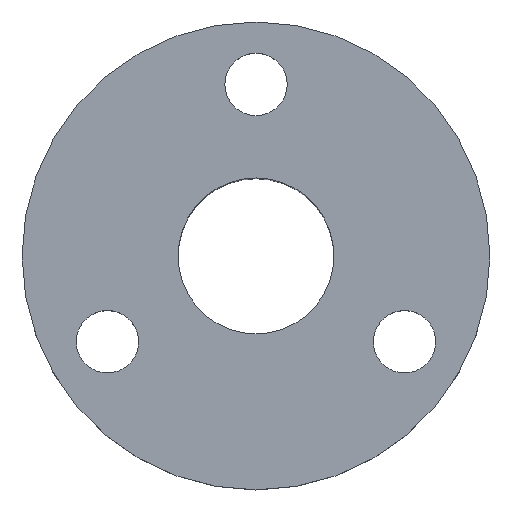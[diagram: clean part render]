
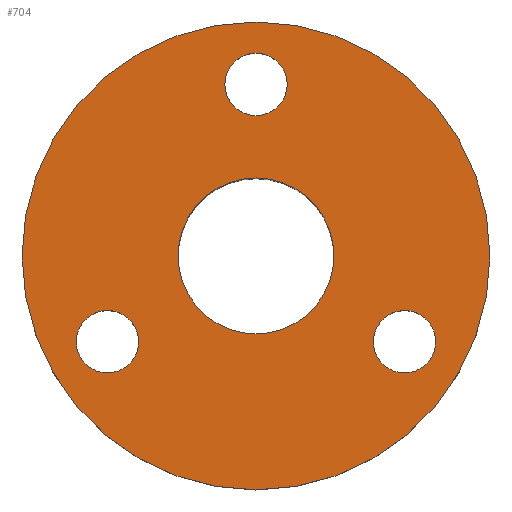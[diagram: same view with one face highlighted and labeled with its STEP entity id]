
A CAD part, top view. The second image highlights one B-rep face of the part: STEP entity #704.
In plain terms, the highlighted planar face has unit normal (0, 0, 1).
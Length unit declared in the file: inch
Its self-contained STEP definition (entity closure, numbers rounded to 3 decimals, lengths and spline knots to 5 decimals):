
#180=CARTESIAN_POINT('',(-0.25,0.01767,0.0));
#181=VERTEX_POINT('',#180);
#197=CARTESIAN_POINT('',(0.25,0.01767,0.0));
#198=VERTEX_POINT('',#197);
#205=CARTESIAN_POINT('',(0.0,0.01767,0.0));
#206=DIRECTION('',(0.0,0.0,-1.0));
#207=DIRECTION('',(-1.0,0.0,0.0));
#208=AXIS2_PLACEMENT_3D('',#205,#206,#207);
#209=CIRCLE('',#208,0.25);
#210=EDGE_CURVE('',#181,#198,#209,.T.);
#220=CARTESIAN_POINT('',(-0.75,0.01767,0.0));
#221=VERTEX_POINT('',#220);
#230=CARTESIAN_POINT('',(0.75,0.01767,0.0));
#231=VERTEX_POINT('',#230);
#232=CARTESIAN_POINT('',(0.0,0.01767,0.0));
#233=DIRECTION('',(0.0,0.0,-1.0));
#234=DIRECTION('',(-1.0,0.0,0.0));
#235=AXIS2_PLACEMENT_3D('',#232,#233,#234);
#236=CIRCLE('',#235,0.75);
#237=EDGE_CURVE('',#221,#231,#236,.T.);
#285=CARTESIAN_POINT('',(0.10004,0.56767,0.0));
#286=VERTEX_POINT('',#285);
#302=CARTESIAN_POINT('',(-0.09996,0.56767,0.0));
#303=VERTEX_POINT('',#302);
#310=CARTESIAN_POINT('',(0.00004,0.56767,0.0));
#311=DIRECTION('',(0.0,0.0,-1.0));
#312=DIRECTION('',(1.0,0.0,0.0));
#313=AXIS2_PLACEMENT_3D('',#310,#311,#312);
#314=CIRCLE('',#313,0.1);
#315=EDGE_CURVE('',#286,#303,#314,.T.);
#348=CARTESIAN_POINT('',(-0.52633,-0.17069,0.0));
#349=VERTEX_POINT('',#348);
#365=CARTESIAN_POINT('',(-0.42633,-0.34389,0.0));
#366=VERTEX_POINT('',#365);
#373=CARTESIAN_POINT('',(-0.47633,-0.25729,0.0));
#374=DIRECTION('',(0.0,0.0,-1.0));
#375=DIRECTION('',(-0.5,0.866,0.0));
#376=AXIS2_PLACEMENT_3D('',#373,#374,#375);
#377=CIRCLE('',#376,0.1);
#378=EDGE_CURVE('',#349,#366,#377,.T.);
#411=CARTESIAN_POINT('',(0.42629,-0.34396,0.0));
#412=VERTEX_POINT('',#411);
#428=CARTESIAN_POINT('',(0.52629,-0.17076,0.0));
#429=VERTEX_POINT('',#428);
#436=CARTESIAN_POINT('',(0.47629,-0.25736,0.0));
#437=DIRECTION('',(0.0,0.0,-1.));
#438=DIRECTION('',(-0.5,-0.866,0.0));
#439=AXIS2_PLACEMENT_3D('',#436,#437,#438);
#440=CIRCLE('',#439,0.1);
#441=EDGE_CURVE('',#412,#429,#440,.T.);
#473=CARTESIAN_POINT('',(0.47629,-0.25736,0.0));
#474=DIRECTION('',(0.0,0.0,-1.));
#475=DIRECTION('',(-0.5,-0.866,0.0));
#476=AXIS2_PLACEMENT_3D('',#473,#474,#475);
#477=CIRCLE('',#476,0.1);
#478=EDGE_CURVE('',#429,#412,#477,.T.);
#518=CARTESIAN_POINT('',(-0.47633,-0.25729,0.0));
#519=DIRECTION('',(0.0,0.0,-1.0));
#520=DIRECTION('',(-0.5,0.866,0.0));
#521=AXIS2_PLACEMENT_3D('',#518,#519,#520);
#522=CIRCLE('',#521,0.1);
#523=EDGE_CURVE('',#366,#349,#522,.T.);
#563=CARTESIAN_POINT('',(0.00004,0.56767,0.0));
#564=DIRECTION('',(0.0,0.0,-1.0));
#565=DIRECTION('',(1.0,0.0,0.0));
#566=AXIS2_PLACEMENT_3D('',#563,#564,#565);
#567=CIRCLE('',#566,0.1);
#568=EDGE_CURVE('',#303,#286,#567,.T.);
#595=CARTESIAN_POINT('',(0.0,0.01767,0.0));
#596=DIRECTION('',(0.0,0.0,-1.0));
#597=DIRECTION('',(-1.0,0.0,0.0));
#598=AXIS2_PLACEMENT_3D('',#595,#596,#597);
#599=CIRCLE('',#598,0.75);
#600=EDGE_CURVE('',#231,#221,#599,.T.);
#643=CARTESIAN_POINT('',(0.0,0.01767,0.0));
#644=DIRECTION('',(0.0,0.0,-1.0));
#645=DIRECTION('',(-1.0,0.0,0.0));
#646=AXIS2_PLACEMENT_3D('',#643,#644,#645);
#647=CIRCLE('',#646,0.25);
#648=EDGE_CURVE('',#198,#181,#647,.T.);
#679=CARTESIAN_POINT('',(0.03545,0.01767,0.0));
#680=DIRECTION('',(0.0,0.0,1.0));
#681=DIRECTION('',(1.0,0.0,0.0));
#682=AXIS2_PLACEMENT_3D('',#679,#680,#681);
#683=PLANE('',#682);
#684=ORIENTED_EDGE('',*,*,#600,.F.);
#685=ORIENTED_EDGE('',*,*,#237,.F.);
#686=EDGE_LOOP('',(#684,#685));
#687=FACE_OUTER_BOUND('',#686,.T.);
#688=ORIENTED_EDGE('',*,*,#441,.T.);
#689=ORIENTED_EDGE('',*,*,#478,.T.);
#690=EDGE_LOOP('',(#688,#689));
#691=FACE_BOUND('',#690,.T.);
#692=ORIENTED_EDGE('',*,*,#378,.T.);
#693=ORIENTED_EDGE('',*,*,#523,.T.);
#694=EDGE_LOOP('',(#692,#693));
#695=FACE_BOUND('',#694,.T.);
#696=ORIENTED_EDGE('',*,*,#315,.T.);
#697=ORIENTED_EDGE('',*,*,#568,.T.);
#698=EDGE_LOOP('',(#696,#697));
#699=FACE_BOUND('',#698,.T.);
#700=ORIENTED_EDGE('',*,*,#648,.T.);
#701=ORIENTED_EDGE('',*,*,#210,.T.);
#702=EDGE_LOOP('',(#700,#701));
#703=FACE_BOUND('',#702,.T.);
#704=ADVANCED_FACE('',(#687,#691,#695,#699,#703),#683,.T.);
